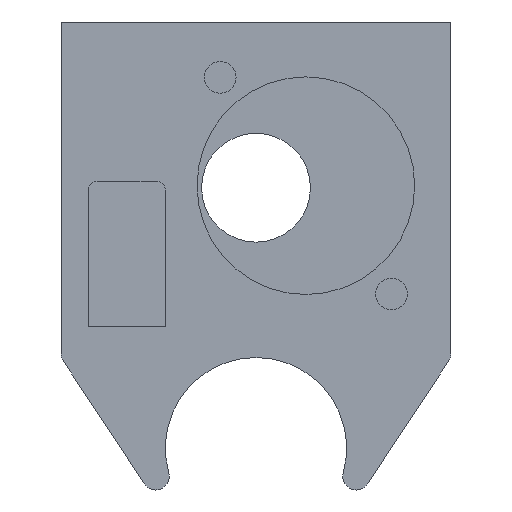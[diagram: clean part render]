
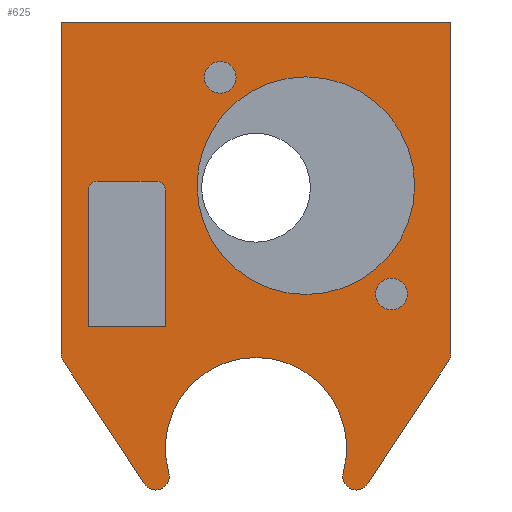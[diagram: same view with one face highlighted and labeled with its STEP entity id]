
A CAD part, left-side view. The second image highlights one B-rep face of the part: STEP entity #625.
In plain terms, the highlighted planar face has unit normal (-1, 0, 0).
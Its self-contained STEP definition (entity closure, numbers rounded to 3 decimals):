
#18=FACE_BOUND('',#104,.T.);
#19=FACE_BOUND('',#105,.T.);
#20=FACE_BOUND('',#106,.T.);
#21=FACE_BOUND('',#107,.T.);
#38=PLANE('',#690);
#67=FACE_OUTER_BOUND('',#103,.T.);
#103=EDGE_LOOP('',(#509,#510,#511,#512,#513,#514,#515,#516,#517,#518));
#104=EDGE_LOOP('',(#519));
#105=EDGE_LOOP('',(#520));
#106=EDGE_LOOP('',(#521));
#107=EDGE_LOOP('',(#522,#523,#524,#525,#526,#527));
#132=LINE('',#927,#193);
#146=LINE('',#960,#207);
#155=LINE('',#989,#216);
#157=LINE('',#992,#218);
#163=LINE('',#1010,#224);
#166=LINE('',#1016,#227);
#167=LINE('',#1018,#228);
#168=LINE('',#1020,#229);
#169=LINE('',#1024,#230);
#193=VECTOR('',#750,10.);
#207=VECTOR('',#778,10.);
#216=VECTOR('',#807,10.);
#218=VECTOR('',#811,10.);
#224=VECTOR('',#827,10.);
#227=VECTOR('',#832,10.);
#228=VECTOR('',#833,10.);
#229=VECTOR('',#834,10.);
#230=VECTOR('',#837,10.);
#254=CIRCLE('',#665,1.);
#255=CIRCLE('',#668,1.);
#257=CIRCLE('',#675,1.75);
#259=CIRCLE('',#678,1.75);
#261=CIRCLE('',#681,12.);
#264=CIRCLE('',#688,1.5);
#265=CIRCLE('',#691,1.5);
#266=CIRCLE('',#692,1.5);
#267=CIRCLE('',#693,10.);
#268=CIRCLE('',#694,1.5);
#281=VERTEX_POINT('',#917);
#282=VERTEX_POINT('',#919);
#284=VERTEX_POINT('',#925);
#285=VERTEX_POINT('',#929);
#296=VERTEX_POINT('',#959);
#300=VERTEX_POINT('',#970);
#302=VERTEX_POINT('',#976);
#304=VERTEX_POINT('',#982);
#306=VERTEX_POINT('',#988);
#311=VERTEX_POINT('',#1003);
#312=VERTEX_POINT('',#1005);
#313=VERTEX_POINT('',#1009);
#315=VERTEX_POINT('',#1015);
#316=VERTEX_POINT('',#1017);
#317=VERTEX_POINT('',#1019);
#318=VERTEX_POINT('',#1021);
#319=VERTEX_POINT('',#1023);
#320=VERTEX_POINT('',#1025);
#321=VERTEX_POINT('',#1027);
#342=EDGE_CURVE('',#281,#282,#254,.T.);
#346=EDGE_CURVE('',#281,#284,#132,.T.);
#347=EDGE_CURVE('',#285,#284,#255,.T.);
#362=EDGE_CURVE('',#296,#282,#146,.T.);
#368=EDGE_CURVE('',#300,#300,#257,.T.);
#371=EDGE_CURVE('',#302,#302,#259,.T.);
#374=EDGE_CURVE('',#304,#304,#261,.T.);
#377=EDGE_CURVE('',#306,#296,#155,.T.);
#379=EDGE_CURVE('',#285,#306,#157,.T.);
#385=EDGE_CURVE('',#311,#312,#264,.T.);
#387=EDGE_CURVE('',#313,#312,#163,.T.);
#390=EDGE_CURVE('',#311,#315,#166,.T.);
#391=EDGE_CURVE('',#316,#315,#167,.T.);
#392=EDGE_CURVE('',#317,#316,#168,.T.);
#393=EDGE_CURVE('',#318,#317,#265,.T.);
#394=EDGE_CURVE('',#319,#318,#169,.T.);
#395=EDGE_CURVE('',#320,#319,#266,.T.);
#396=EDGE_CURVE('',#321,#320,#267,.T.);
#397=EDGE_CURVE('',#313,#321,#268,.T.);
#509=ORIENTED_EDGE('',*,*,#385,.F.);
#510=ORIENTED_EDGE('',*,*,#390,.T.);
#511=ORIENTED_EDGE('',*,*,#391,.F.);
#512=ORIENTED_EDGE('',*,*,#392,.F.);
#513=ORIENTED_EDGE('',*,*,#393,.F.);
#514=ORIENTED_EDGE('',*,*,#394,.F.);
#515=ORIENTED_EDGE('',*,*,#395,.F.);
#516=ORIENTED_EDGE('',*,*,#396,.F.);
#517=ORIENTED_EDGE('',*,*,#397,.F.);
#518=ORIENTED_EDGE('',*,*,#387,.T.);
#519=ORIENTED_EDGE('',*,*,#368,.T.);
#520=ORIENTED_EDGE('',*,*,#371,.T.);
#521=ORIENTED_EDGE('',*,*,#374,.T.);
#522=ORIENTED_EDGE('',*,*,#362,.T.);
#523=ORIENTED_EDGE('',*,*,#342,.F.);
#524=ORIENTED_EDGE('',*,*,#346,.T.);
#525=ORIENTED_EDGE('',*,*,#347,.F.);
#526=ORIENTED_EDGE('',*,*,#379,.T.);
#527=ORIENTED_EDGE('',*,*,#377,.T.);
#625=ADVANCED_FACE('',(#67,#18,#19,#20,#21),#38,.T.);
#665=AXIS2_PLACEMENT_3D('',#920,#743,#744);
#668=AXIS2_PLACEMENT_3D('',#930,#753,#754);
#675=AXIS2_PLACEMENT_3D('',#971,#786,#787);
#678=AXIS2_PLACEMENT_3D('',#977,#793,#794);
#681=AXIS2_PLACEMENT_3D('',#983,#800,#801);
#688=AXIS2_PLACEMENT_3D('',#1006,#822,#823);
#690=AXIS2_PLACEMENT_3D('',#1014,#830,#831);
#691=AXIS2_PLACEMENT_3D('',#1022,#835,#836);
#692=AXIS2_PLACEMENT_3D('',#1026,#838,#839);
#693=AXIS2_PLACEMENT_3D('',#1028,#840,#841);
#694=AXIS2_PLACEMENT_3D('',#1029,#842,#843);
#743=DIRECTION('center_axis',(-1.,0.,0.));
#744=DIRECTION('ref_axis',(0.,0.707,0.707));
#750=DIRECTION('',(0.,-1.,0.));
#753=DIRECTION('center_axis',(-1.,0.,0.));
#754=DIRECTION('ref_axis',(0.,-0.707,0.707));
#778=DIRECTION('',(0.,0.,1.));
#786=DIRECTION('center_axis',(1.,0.,0.));
#787=DIRECTION('ref_axis',(0.,-1.,0.));
#793=DIRECTION('center_axis',(1.,0.,0.));
#794=DIRECTION('ref_axis',(0.,-1.,0.));
#800=DIRECTION('center_axis',(1.,0.,0.));
#801=DIRECTION('ref_axis',(0.,-1.,0.));
#807=DIRECTION('',(0.,1.,0.));
#811=DIRECTION('',(0.,0.,-1.));
#822=DIRECTION('center_axis',(1.,0.,0.));
#823=DIRECTION('ref_axis',(0.,-0.958,-0.287));
#827=DIRECTION('',(0.,-0.55,0.835));
#830=DIRECTION('center_axis',(-1.,0.,0.));
#831=DIRECTION('ref_axis',(0.,-1.,0.));
#832=DIRECTION('',(0.,0.,1.));
#833=DIRECTION('',(0.,-1.,0.));
#834=DIRECTION('',(0.,0.,1.));
#835=DIRECTION('center_axis',(1.,0.,0.));
#836=DIRECTION('ref_axis',(0.,0.958,-0.287));
#837=DIRECTION('',(0.,0.55,0.835));
#838=DIRECTION('center_axis',(1.,0.,0.));
#839=DIRECTION('ref_axis',(0.,-0.835,0.55));
#840=DIRECTION('center_axis',(-1.,0.,0.));
#841=DIRECTION('ref_axis',(0.,-1.,0.));
#842=DIRECTION('center_axis',(1.,0.,0.));
#843=DIRECTION('ref_axis',(0.,0.835,0.55));
#917=CARTESIAN_POINT('',(0.,39.,19.449));
#919=CARTESIAN_POINT('',(0.,40.,18.449));
#920=CARTESIAN_POINT('Origin',(0.,39.,18.449));
#925=CARTESIAN_POINT('',(0.,32.5,19.449));
#927=CARTESIAN_POINT('',(0.,41.5,19.449));
#929=CARTESIAN_POINT('',(0.,31.5,18.449));
#930=CARTESIAN_POINT('Origin',(0.,32.5,18.449));
#959=CARTESIAN_POINT('',(0.,40.,3.449));
#960=CARTESIAN_POINT('',(0.,40.,1.725));
#970=CARTESIAN_POINT('',(0.,27.2,30.899));
#971=CARTESIAN_POINT('Origin',(0.,25.45,30.899));
#976=CARTESIAN_POINT('',(0.,8.3,6.999));
#977=CARTESIAN_POINT('Origin',(0.,6.55,6.999));
#982=CARTESIAN_POINT('',(0.,28.,18.949));
#983=CARTESIAN_POINT('Origin',(0.,16.,18.949));
#988=CARTESIAN_POINT('',(0.,31.5,3.449));
#989=CARTESIAN_POINT('',(0.,37.25,3.449));
#992=CARTESIAN_POINT('',(0.,31.5,9.725));
#1003=CARTESIAN_POINT('',(0.,0.,0.449));
#1005=CARTESIAN_POINT('',(0.,0.247,-0.375));
#1006=CARTESIAN_POINT('Origin',(0.,1.5,0.449));
#1009=CARTESIAN_POINT('',(0.,9.177,-13.938));
#1010=CARTESIAN_POINT('',(0.,10.534,-16.));
#1014=CARTESIAN_POINT('Origin',(0.,43.,0.));
#1015=CARTESIAN_POINT('',(0.,0.,37.));
#1016=CARTESIAN_POINT('',(0.,0.,0.));
#1017=CARTESIAN_POINT('',(0.,43.,37.));
#1018=CARTESIAN_POINT('',(0.,43.,37.));
#1019=CARTESIAN_POINT('',(0.,43.,0.449));
#1020=CARTESIAN_POINT('',(0.,43.,0.));
#1021=CARTESIAN_POINT('',(0.,42.753,-0.375));
#1022=CARTESIAN_POINT('Origin',(0.,41.5,0.449));
#1023=CARTESIAN_POINT('',(0.,33.823,-13.938));
#1024=CARTESIAN_POINT('',(0.,32.466,-16.));
#1025=CARTESIAN_POINT('',(0.,31.127,-12.707));
#1026=CARTESIAN_POINT('Origin',(0.,32.571,
-13.113));
#1027=CARTESIAN_POINT('',(0.,11.873,-12.707));
#1028=CARTESIAN_POINT('Origin',(0.,21.5,-10.));
#1029=CARTESIAN_POINT('Origin',(0.,10.429,
-13.113));
